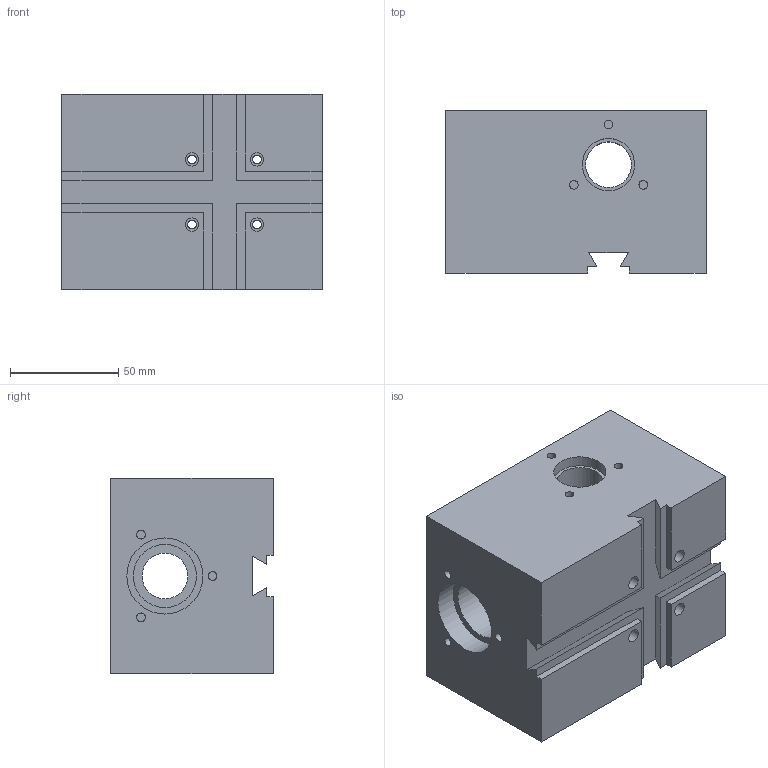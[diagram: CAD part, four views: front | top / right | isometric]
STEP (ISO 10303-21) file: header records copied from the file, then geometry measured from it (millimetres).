
FILE_DESCRIPTION(/* description */ (''),/* implementation_level */ '2;1');
FILE_NAME(/* name */ 'Base_1Nikon_3Olympus.step',/* time_stamp */ '2016-10-20T18:31:34+02:00',/* author */ (''),/* organization */ (''),/* preprocessor_version */ 'ST-DEVELOPER v16.5',/* originating_system */ 'Autodesk Translation Framework v5.2.0.2031',/* authorisation */ '');
FILE_SCHEMA (('AUTOMOTIVE_DESIGN { 1 0 10303 214 3 1 1 }'));
Length unit declared in the file: centimetre
Products named in the file (1): Base_1Nikon_3Olympus v1
Bounding box: 120 x 75 x 90 mm (x, y, z)
Volume: 603991.2 mm3; surface area: 75080.8 mm2
Topology: 1 solids, 1 shells, 87 faces, 196 edges, 132 vertices
Faces by surface type: plane 55, cylinder 32
Full cylindrical faces by diameter (mm): 4 x12, 4.1 x4, 6.1 x4, 21.1 x3, 24.1 x3, 29.1 x1, 35.1 x1
Entity records: 2420 total; most frequent: DIRECTION 404, CARTESIAN_POINT 380, ORIENTED_EDGE 328, EDGE_CURVE 164, EDGE_LOOP 152, AXIS2_PLACEMENT_3D 152, VERTEX_POINT 128, LINE 100
